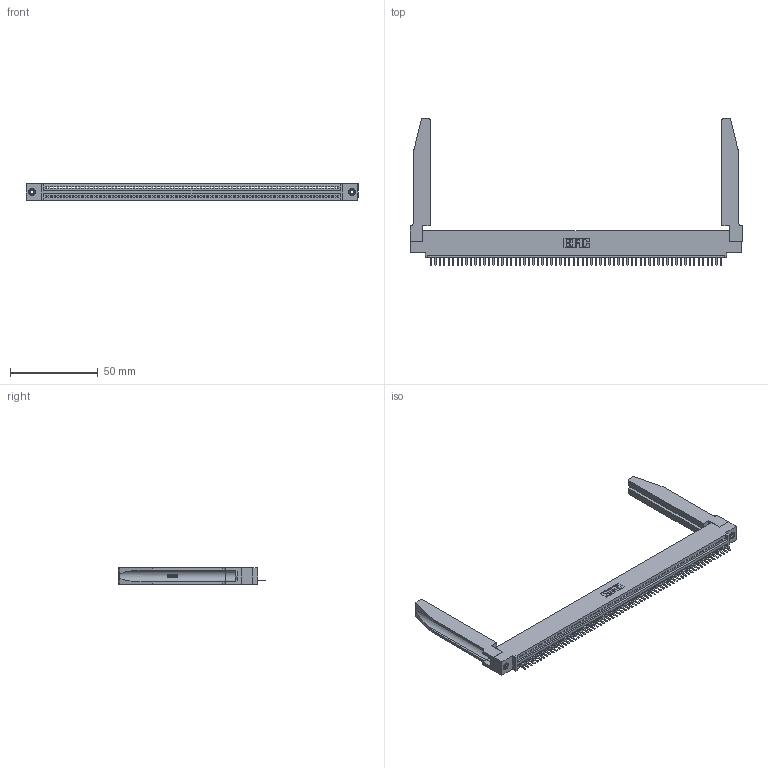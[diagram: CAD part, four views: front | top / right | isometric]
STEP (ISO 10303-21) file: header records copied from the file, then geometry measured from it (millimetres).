
FILE_DESCRIPTION (( 'STEP AP203' ), '1' );
FILE_NAME ('395-066-520-478.STEP', '2019-10-25T07:06:17', ( '' ), ( '' ), 'SwSTEP 2.0', 'SolidWorks 2016', '' );
FILE_SCHEMA (( 'CONFIG_CONTROL_DESIGN' ));
Length unit declared in the file: inch
Products named in the file (5): 345-292-001_345-293-120; 345-220-078_345-220-078; 395-066-520-478; 345-250-001_345-250-001-102; 345 Part_0.110 Offset - 0.156 Dia-TH
Assembly tree (71 placements, depth 2):
  395-066-520-478
    345 Part_0.110 Offset - 0.156 Dia-TH
    345-292-001_345-293-120  x66
    345-250-001_345-250-001-102  x2
    345-220-078_345-220-078  x2
Bounding box: 188.87 x 83.44 x 9.4 mm (x, y, z)
Volume: 25643.4 mm3; surface area: 30384 mm2
Topology: 71 solids, 71 shells, 4456 faces, 13105 edges, 8550 vertices
Faces by surface type: plane 2998, cylinder 1406, bspline 36, cone 12, torus 4
Entity records: 51428 total; most frequent: CARTESIAN_POINT 9817, ORIENTED_EDGE 8702, DIRECTION 7533, EDGE_CURVE 4351, VECTOR 3857, LINE 3857, VERTEX_POINT 2892, AXIS2_PLACEMENT_3D 1838
